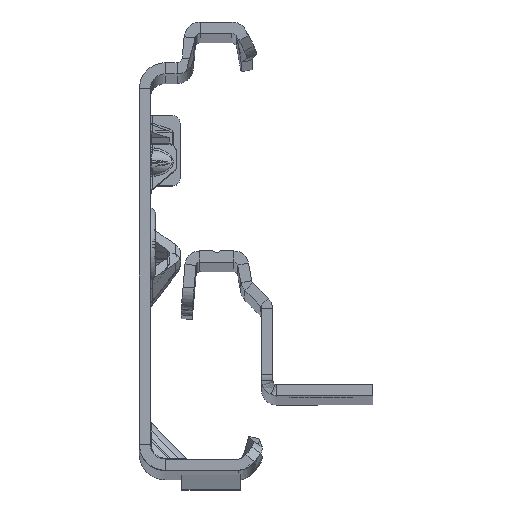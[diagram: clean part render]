
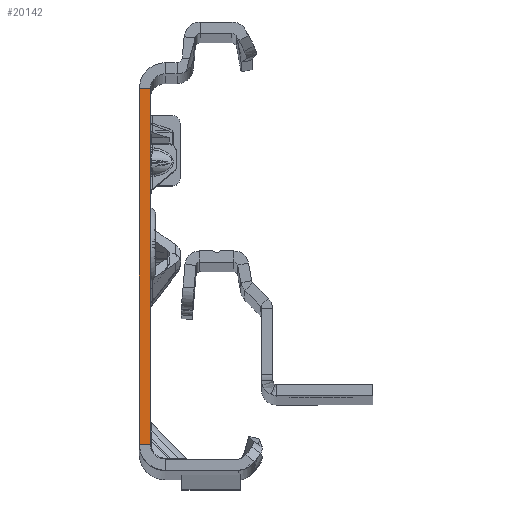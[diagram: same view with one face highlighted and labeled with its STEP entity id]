
A CAD part, top view. The second image highlights one B-rep face of the part: STEP entity #20142.
In plain terms, the highlighted planar face has unit normal (0, 0, 1).
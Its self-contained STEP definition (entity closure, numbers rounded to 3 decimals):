
#2379 = CARTESIAN_POINT ( 'NONE',  ( -1.5, -27.865, 0. ) ) ;
#2994 = VERTEX_POINT ( 'NONE', #23296 ) ;
#3876 = CARTESIAN_POINT ( 'NONE',  ( -1.5, -27.865, 0. ) ) ;
#6124 = DIRECTION ( 'NONE',  ( 0., -1., 0. ) ) ;
#6758 = CARTESIAN_POINT ( 'NONE',  ( 0., 22.135, 0. ) ) ;
#6924 = LINE ( 'NONE', #2379, #36678 ) ;
#8395 = FACE_OUTER_BOUND ( 'NONE', #25135, .T. ) ;
#8559 = AXIS2_PLACEMENT_3D ( 'NONE', #3876, #29148, #12344 ) ;
#9192 = CARTESIAN_POINT ( 'NONE',  ( 0., 22.135, 0. ) ) ;
#10694 = LINE ( 'NONE', #6758, #23424 ) ;
#12344 = DIRECTION ( 'NONE',  ( 1., 0., 0. ) ) ;
#14790 = DIRECTION ( 'NONE',  ( -1., 0., 0. ) ) ;
#18636 = VERTEX_POINT ( 'NONE', #31599 ) ;
#20067 = ORIENTED_EDGE ( 'NONE', *, *, #40356, .T. ) ;
#20074 = DIRECTION ( 'NONE',  ( 0., -1., 0. ) ) ;
#20142 = ADVANCED_FACE ( 'NONE', ( #8395 ), #50695, .T. ) ;
#21206 = VECTOR ( 'NONE', #6124, 1000. ) ;
#23296 = CARTESIAN_POINT ( 'NONE',  ( -1.5, 22.135, 0. ) ) ;
#23424 = VECTOR ( 'NONE', #27226, 1000. ) ;
#25135 = EDGE_LOOP ( 'NONE', ( #44446, #20067, #27370, #54548 ) ) ;
#27226 = DIRECTION ( 'NONE',  ( -1., 0., 0. ) ) ;
#27370 = ORIENTED_EDGE ( 'NONE', *, *, #51134, .T. ) ;
#28156 = EDGE_CURVE ( 'NONE', #43455, #18636, #53212, .T. ) ;
#29148 = DIRECTION ( 'NONE',  ( 0., 0., 1. ) ) ;
#31343 = CARTESIAN_POINT ( 'NONE',  ( 0., -25.865, 0. ) ) ;
#31599 = CARTESIAN_POINT ( 'NONE',  ( 0., -25.865, 0. ) ) ;
#34022 = VERTEX_POINT ( 'NONE', #47915 ) ;
#36678 = VECTOR ( 'NONE', #20074, 1000. ) ;
#40346 = CARTESIAN_POINT ( 'NONE',  ( 0., -27.865, 0. ) ) ;
#40356 = EDGE_CURVE ( 'NONE', #43455, #2994, #10694, .T. ) ;
#43455 = VERTEX_POINT ( 'NONE', #9192 ) ;
#43964 = EDGE_CURVE ( 'NONE', #18636, #34022, #52610, .T. ) ;
#44446 = ORIENTED_EDGE ( 'NONE', *, *, #28156, .F. ) ;
#47915 = CARTESIAN_POINT ( 'NONE',  ( -1.5, -25.865, 0. ) ) ;
#50695 = PLANE ( 'NONE',  #8559 ) ;
#51134 = EDGE_CURVE ( 'NONE', #2994, #34022, #6924, .T. ) ;
#52610 = LINE ( 'NONE', #31343, #53108 ) ;
#53108 = VECTOR ( 'NONE', #14790, 1000. ) ;
#53212 = LINE ( 'NONE', #40346, #21206 ) ;
#54548 = ORIENTED_EDGE ( 'NONE', *, *, #43964, .F. ) ;
